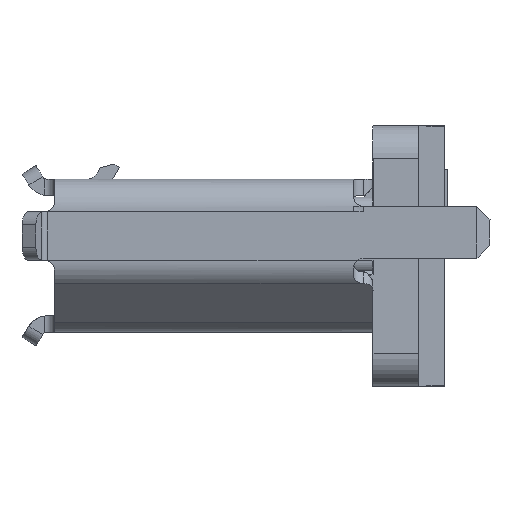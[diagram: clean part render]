
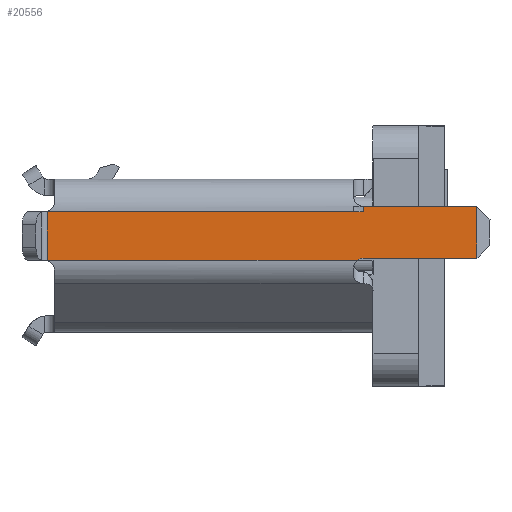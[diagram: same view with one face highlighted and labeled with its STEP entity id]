
A CAD part, left-side view. The second image highlights one B-rep face of the part: STEP entity #20556.
In plain terms, the highlighted face is planar.
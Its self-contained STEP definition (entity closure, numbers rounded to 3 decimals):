
#525=PLANE('',#21646);
#822=CIRCLE('',#21033,0.15);
#3725=ORIENTED_EDGE('',*,*,#5821,.T.);
#3726=ORIENTED_EDGE('',*,*,#7320,.T.);
#3727=ORIENTED_EDGE('',*,*,#7321,.T.);
#3728=ORIENTED_EDGE('',*,*,#7322,.T.);
#3729=ORIENTED_EDGE('',*,*,#7323,.T.);
#3730=ORIENTED_EDGE('',*,*,#6486,.F.);
#3731=ORIENTED_EDGE('',*,*,#7324,.T.);
#3732=ORIENTED_EDGE('',*,*,#6906,.T.);
#3733=ORIENTED_EDGE('',*,*,#5982,.T.);
#5821=EDGE_CURVE('',#8016,#8015,#9405,.T.);
#5982=EDGE_CURVE('',#8156,#8016,#822,.T.);
#6486=EDGE_CURVE('',#8576,#8577,#9931,.T.);
#6906=EDGE_CURVE('',#8828,#8156,#10267,.T.);
#7320=EDGE_CURVE('',#8015,#8746,#10593,.T.);
#7321=EDGE_CURVE('',#8746,#9017,#10594,.T.);
#7322=EDGE_CURVE('',#9017,#9018,#10595,.T.);
#7323=EDGE_CURVE('',#9018,#8577,#10596,.T.);
#7324=EDGE_CURVE('',#8576,#8828,#10597,.T.);
#8015=VERTEX_POINT('',#26756);
#8016=VERTEX_POINT('',#26758);
#8156=VERTEX_POINT('',#27150);
#8576=VERTEX_POINT('',#28299);
#8577=VERTEX_POINT('',#28301);
#8746=VERTEX_POINT('',#28883);
#8828=VERTEX_POINT('',#29244);
#9017=VERTEX_POINT('',#30300);
#9018=VERTEX_POINT('',#30302);
#9405=LINE('',#26757,#11136);
#9931=LINE('',#28300,#11662);
#10267=LINE('',#29243,#11998);
#10593=LINE('',#30298,#12324);
#10594=LINE('',#30299,#12325);
#10595=LINE('',#30301,#12326);
#10596=LINE('',#30303,#12327);
#10597=LINE('',#30304,#12328);
#11136=VECTOR('',#22421,1000.);
#11662=VECTOR('',#23469,1000.);
#11998=VECTOR('',#24157,1000.);
#12324=VECTOR('',#24959,1000.);
#12325=VECTOR('',#24960,1000.);
#12326=VECTOR('',#24961,1000.);
#12327=VECTOR('',#24962,1000.);
#12328=VECTOR('',#24963,1000.);
#13130=EDGE_LOOP('',(#3725,#3726,#3727,#3728,#3729,#3730,#3731,#3732,#3733));
#13957=FACE_BOUND('',#13130,.T.);
#20556=ADVANCED_FACE('',(#13957),#525,.T.);
#21033=AXIS2_PLACEMENT_3D('',#27161,#22674,#22675);
#21646=AXIS2_PLACEMENT_3D('',#30297,#24957,#24958);
#22421=DIRECTION('',(0.,0.,-1.));
#22674=DIRECTION('',(-1.,0.,0.));
#22675=DIRECTION('',(0.,0.,-1.));
#23469=DIRECTION('',(0.,0.,-1.));
#24157=DIRECTION('',(0.,0.,-1.));
#24957=DIRECTION('',(1.,0.,0.));
#24958=DIRECTION('',(0.,1.,0.));
#24959=DIRECTION('',(0.,1.,0.));
#24960=DIRECTION('',(0.,0.,1.));
#24961=DIRECTION('',(0.,-1.,0.));
#24962=DIRECTION('',(0.,0.,1.));
#24963=DIRECTION('',(0.,-1.,0.));
#26756=CARTESIAN_POINT('',(3.7,0.24,-6.5));
#26757=CARTESIAN_POINT('',(3.7,0.24,-3.803));
#26758=CARTESIAN_POINT('',(3.7,0.24,-4.75));
#27150=CARTESIAN_POINT('',(3.7,0.209,-4.658));
#27161=CARTESIAN_POINT('',(3.7,0.09,-4.75));
#28299=CARTESIAN_POINT('',(3.7,0.955,0.109));
#28300=CARTESIAN_POINT('',(3.7,0.955,-4.849));
#28301=CARTESIAN_POINT('',(3.7,0.955,-4.6));
#28883=CARTESIAN_POINT('',(3.7,1.04,-6.5));
#29243=CARTESIAN_POINT('',(3.7,0.209,-3.803));
#29244=CARTESIAN_POINT('',(3.7,0.209,0.109));
#30297=CARTESIAN_POINT('',(3.7,0.624,-3.803));
#30298=CARTESIAN_POINT('',(3.7,0.84,-6.5));
#30299=CARTESIAN_POINT('',(3.7,1.04,-3.803));
#30300=CARTESIAN_POINT('',(3.7,1.04,-4.75));
#30301=CARTESIAN_POINT('',(3.7,0.624,-4.75));
#30302=CARTESIAN_POINT('',(3.7,0.955,-4.75));
#30303=CARTESIAN_POINT('',(3.7,0.955,-3.803));
#30304=CARTESIAN_POINT('',(3.7,0.955,0.109));
